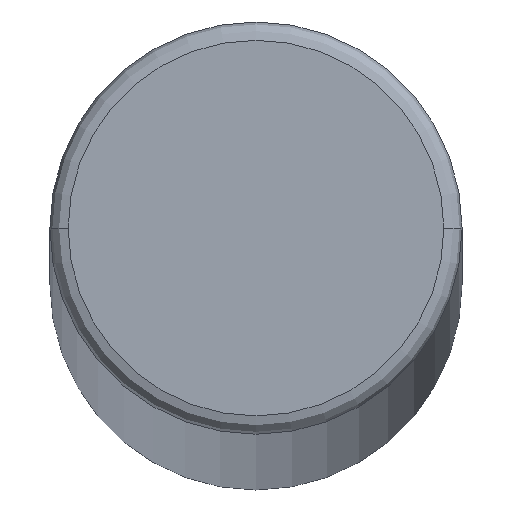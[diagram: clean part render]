
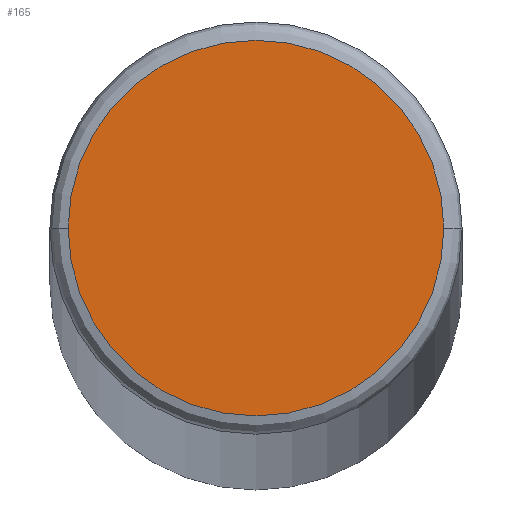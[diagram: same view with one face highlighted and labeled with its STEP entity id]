
A CAD part, top view. The second image highlights one B-rep face of the part: STEP entity #165.
In plain terms, the highlighted planar face has unit normal (0, 0, 1).
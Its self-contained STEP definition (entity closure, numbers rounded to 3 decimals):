
#31 = CARTESIAN_POINT ( 'NONE',  ( 2.05, 0., 349. ) ) ;
#35 = DIRECTION ( 'NONE',  ( 1., 0., 0. ) ) ;
#44 = AXIS2_PLACEMENT_3D ( 'NONE', #227, #57, #35 ) ;
#53 = DIRECTION ( 'NONE',  ( 1., 0., 0. ) ) ;
#57 = DIRECTION ( 'NONE',  ( 0., 0., 1. ) ) ;
#63 = ORIENTED_EDGE ( 'NONE', *, *, #141, .T. ) ;
#72 = PLANE ( 'NONE',  #277 ) ;
#85 = AXIS2_PLACEMENT_3D ( 'NONE', #176, #121, #53 ) ;
#92 = FACE_OUTER_BOUND ( 'NONE', #240, .T. ) ;
#99 = CARTESIAN_POINT ( 'NONE',  ( -2.05, 0., 349. ) ) ;
#121 = DIRECTION ( 'NONE',  ( 0., 0., 1. ) ) ;
#135 = ORIENTED_EDGE ( 'NONE', *, *, #242, .T. ) ;
#141 = EDGE_CURVE ( 'NONE', #160, #265, #157, .T. ) ;
#157 = CIRCLE ( 'NONE', #85, 2.05 ) ;
#160 = VERTEX_POINT ( 'NONE', #99 ) ;
#165 = ADVANCED_FACE ( 'NONE', ( #92 ), #72, .T. ) ;
#176 = CARTESIAN_POINT ( 'NONE',  ( 0., 0., 349. ) ) ;
#178 = DIRECTION ( 'NONE',  ( 1., 0., 0. ) ) ;
#227 = CARTESIAN_POINT ( 'NONE',  ( 0., 0., 349. ) ) ;
#231 = CIRCLE ( 'NONE', #44, 2.05 ) ;
#240 = EDGE_LOOP ( 'NONE', ( #135, #63 ) ) ;
#242 = EDGE_CURVE ( 'NONE', #265, #160, #231, .T. ) ;
#265 = VERTEX_POINT ( 'NONE', #31 ) ;
#267 = DIRECTION ( 'NONE',  ( 0., 0., 1. ) ) ;
#268 = CARTESIAN_POINT ( 'NONE',  ( 0., 0., 349. ) ) ;
#277 = AXIS2_PLACEMENT_3D ( 'NONE', #268, #267, #178 ) ;
